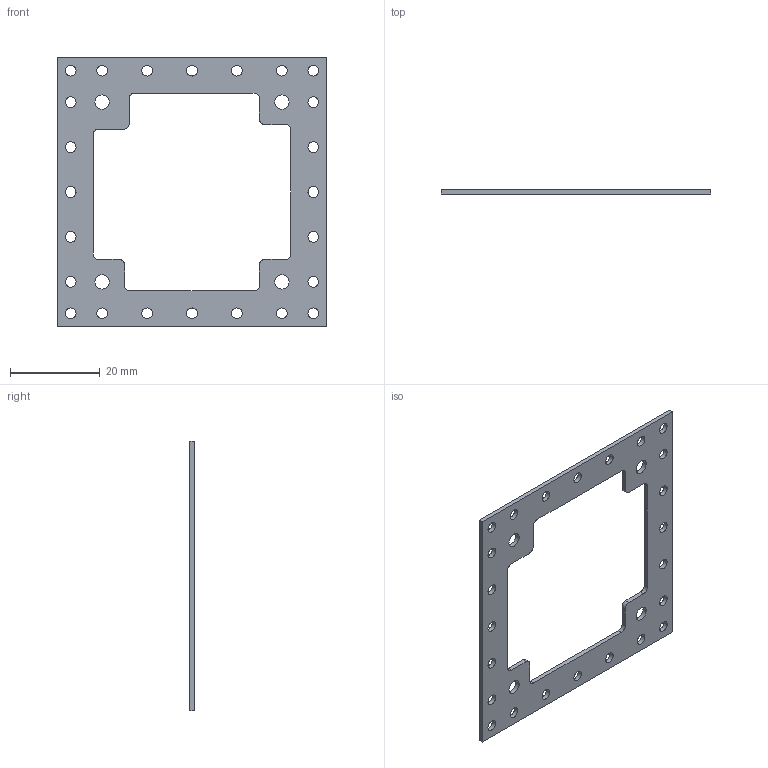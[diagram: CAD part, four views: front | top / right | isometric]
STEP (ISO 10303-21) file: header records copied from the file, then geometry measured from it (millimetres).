
FILE_DESCRIPTION(/* description */ (''),/* implementation_level */ '2;1');
FILE_NAME(/* name */ '202Q Sample Holder Top plate.stp',/* time_stamp */ '2022-05-06T15:52:05+02:00',/* author */ ('anlinus'),/* organization */ (''),/* preprocessor_version */ 'ST-DEVELOPER v18.1',/* originating_system */ 'Autodesk Inventor 2022',/* authorisation */ '');
FILE_SCHEMA (('AUTOMOTIVE_DESIGN { 1 0 10303 214 3 1 1 }'));
Length unit declared in the file: millimetre
Products named in the file (1): 202Q Sample Holder Top plate
Bounding box: 60 x 1 x 60 mm (x, y, z)
Volume: 1735.5 mm3; surface area: 4102 mm2
Topology: 1 solids, 1 shells, 58 faces, 168 edges, 112 vertices
Faces by surface type: cylinder 40, plane 18
Full cylindrical faces by diameter (mm): 2.4 x24, 3.2 x4
Entity records: 2109 total; most frequent: DIRECTION 366, CARTESIAN_POINT 339, ORIENTED_EDGE 336, EDGE_CURVE 168, AXIS2_PLACEMENT_3D 139, EDGE_LOOP 116, VERTEX_POINT 112, LINE 88
